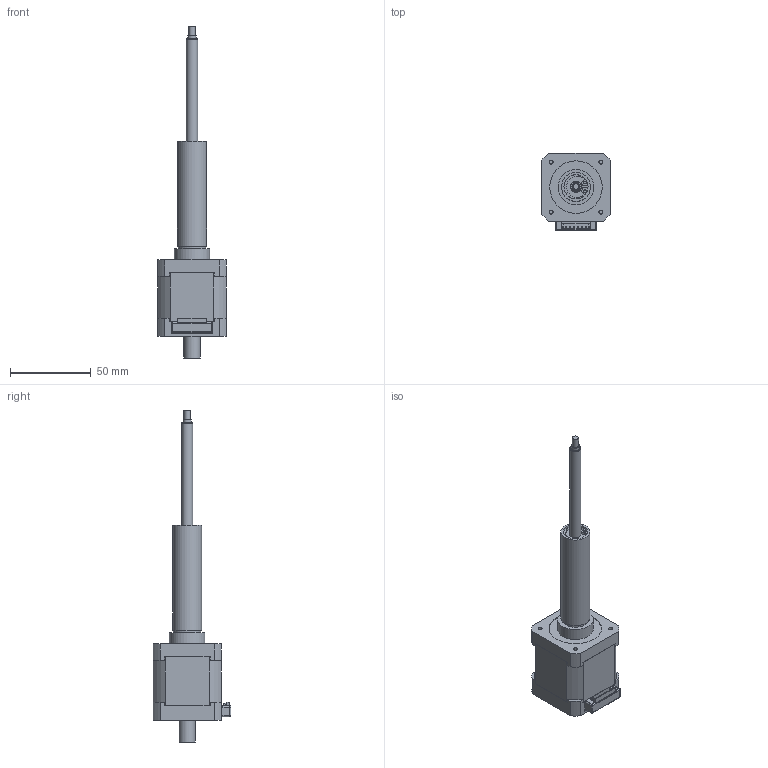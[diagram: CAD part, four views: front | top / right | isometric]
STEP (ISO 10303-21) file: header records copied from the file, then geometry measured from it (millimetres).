
FILE_DESCRIPTION((''),'2;1');
FILE_NAME('LGA421L-B-063.stp','2018-08-23T09:19:56',('tao.xu'),(''),'Autodesk Inventor 2013','Autodesk Inventor 2013','');
FILE_SCHEMA(('CONFIG_CONTROL_DESIGN'));
Length unit declared in the file: millimetre
Products named in the file (1): 零件19
Bounding box: 42.3 x 48.3 x 206 mm (x, y, z)
Volume: 101644.8 mm3; surface area: 22934.1 mm2
Topology: 2 solids, 7 shells, 477 faces, 1238 edges, 805 vertices
Faces by surface type: plane 292, cylinder 94, cone 60, torus 20, sphere 11
Full cylindrical faces by diameter (mm): 1.7 x2, 2.013 x2, 2.5 x4, 2.675 x4, 3 x4, 3.4 x4, 4 x1, 5 x1, 6 x4, 6.35 x2, 7 x2, 8 x2, 10 x1, 11 x1, 15 x1, 17 x1, 18 x1, 22 x1, 32.6 x1
Entity records: 15047 total; most frequent: CARTESIAN_POINT 3270, ORIENTED_EDGE 2290, DIRECTION 2277, EDGE_CURVE 1145, VERTEX_POINT 783, AXIS2_PLACEMENT_3D 782, VECTOR 713, LINE 713
